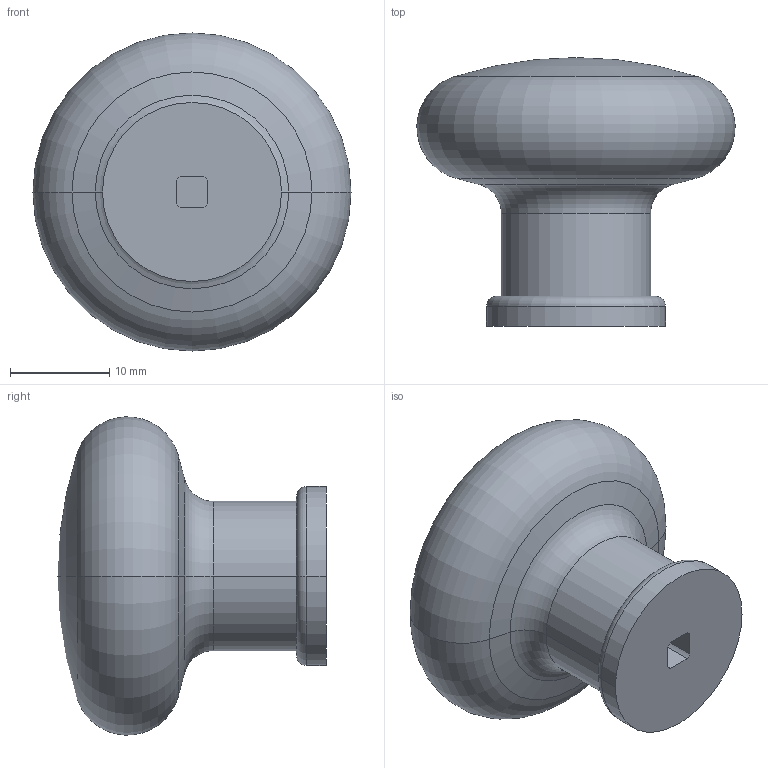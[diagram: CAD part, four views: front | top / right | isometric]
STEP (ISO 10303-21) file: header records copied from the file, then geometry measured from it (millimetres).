
FILE_DESCRIPTION(('Creo Elements/Direct Modeling STEP Export'),'2;1');
FILE_NAME('0385-32.stp','2018-11-16T11:31:26',(''),(''),'Creo Elements/Direct Modeling STEP processor for AP214 (Solid Model)','Creo Elements/Direct Modeling 20.0 12-Nov-2016 (C) Parametric Technology GmbH','');
FILE_SCHEMA(('AUTOMOTIVE_DESIGN { 1 0 10303 214 1 1 1 1 }'));
Length unit declared in the file: millimetre
Products named in the file (1): 0385-32
Bounding box: 31.98 x 27 x 31.98 mm (x, y, z)
Volume: 10555.2 mm3; surface area: 3222.6 mm2
Topology: 1 solids, 1 shells, 25 faces, 64 edges, 41 vertices
Faces by surface type: cylinder 8, plane 7, torus 6, sphere 2, cone 2
Entity records: 705 total; most frequent: ORIENTED_EDGE 124, DIRECTION 120, CARTESIAN_POINT 112, EDGE_CURVE 62, AXIS2_PLACEMENT_3D 49, VERTEX_POINT 41, EDGE_LOOP 27, FACE_OUTER_BOUND 25
